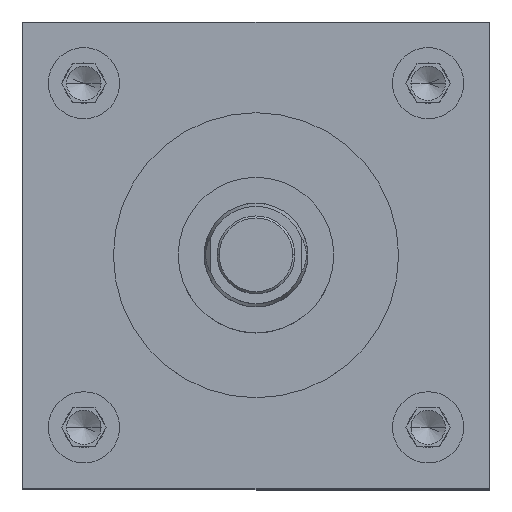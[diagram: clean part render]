
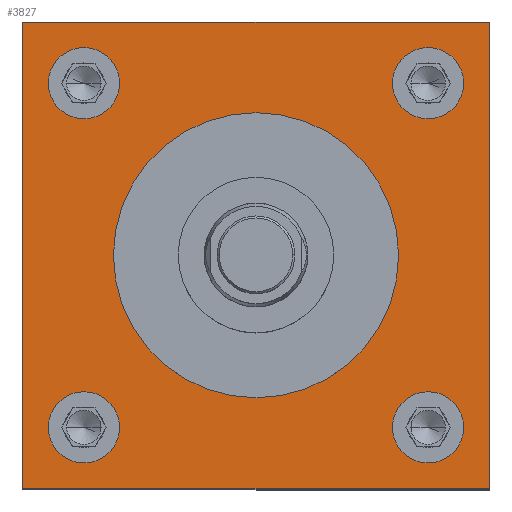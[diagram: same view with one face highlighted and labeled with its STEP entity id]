
A CAD part, top view. The second image highlights one B-rep face of the part: STEP entity #3827.
In plain terms, the highlighted planar face has unit normal (0, 0, 1).
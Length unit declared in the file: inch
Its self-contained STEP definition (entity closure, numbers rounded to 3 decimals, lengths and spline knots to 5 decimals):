
#67 = DIRECTION ( 'NONE',  ( 0., -1., 0. ) ) ;
#96 = ORIENTED_EDGE ( 'NONE', *, *, #5985, .T. ) ;
#199 = CARTESIAN_POINT ( 'NONE',  ( 1.3165, -1.66, 8.25 ) ) ;
#235 = VECTOR ( 'NONE', #2549, 39.37008 ) ;
#323 = DIRECTION ( 'NONE',  ( 0., 0., 1. ) ) ;
#346 = VERTEX_POINT ( 'NONE', #5452 ) ;
#407 = CARTESIAN_POINT ( 'NONE',  ( -2.25, 2.25, 8.25 ) ) ;
#579 = CARTESIAN_POINT ( 'NONE',  ( -2.25, -2.25, 8.25 ) ) ;
#639 = CARTESIAN_POINT ( 'NONE',  ( -2.0035, -1.66, 8.25 ) ) ;
#718 = AXIS2_PLACEMENT_3D ( 'NONE', #3614, #1657, #4064 ) ;
#760 = CARTESIAN_POINT ( 'NONE',  ( -1.66, 1.66, 8.25 ) ) ;
#810 = DIRECTION ( 'NONE',  ( 0., 0., 1. ) ) ;
#897 = VERTEX_POINT ( 'NONE', #5539 ) ;
#924 = CARTESIAN_POINT ( 'NONE',  ( 0., 0., 8.25 ) ) ;
#946 = CARTESIAN_POINT ( 'NONE',  ( -1.66, 1.66, 8.25 ) ) ;
#948 = CIRCLE ( 'NONE', #6218, 1.375 ) ;
#962 = VERTEX_POINT ( 'NONE', #4279 ) ;
#976 = CARTESIAN_POINT ( 'NONE',  ( -1.3165, -1.66, 8.25 ) ) ;
#1014 = DIRECTION ( 'NONE',  ( 1., 0., 0. ) ) ;
#1090 = VERTEX_POINT ( 'NONE', #976 ) ;
#1100 = DIRECTION ( 'NONE',  ( 1., 0., 0. ) ) ;
#1141 = AXIS2_PLACEMENT_3D ( 'NONE', #760, #323, #2689 ) ;
#1188 = DIRECTION ( 'NONE',  ( 0., 0., 1. ) ) ;
#1247 = AXIS2_PLACEMENT_3D ( 'NONE', #3714, #5618, #3646 ) ;
#1275 = PLANE ( 'NONE',  #1247 ) ;
#1310 = EDGE_CURVE ( 'NONE', #897, #2630, #1815, .T. ) ;
#1331 = VECTOR ( 'NONE', #1416, 39.37008 ) ;
#1398 = CARTESIAN_POINT ( 'NONE',  ( 2.0035, 1.66, 8.25 ) ) ;
#1416 = DIRECTION ( 'NONE',  ( 1., 0., 0. ) ) ;
#1420 = CIRCLE ( 'NONE', #4487, 0.3435 ) ;
#1512 = CARTESIAN_POINT ( 'NONE',  ( 1.66, -1.66, 8.25 ) ) ;
#1526 = DIRECTION ( 'NONE',  ( 0., 0., 1. ) ) ;
#1599 = ORIENTED_EDGE ( 'NONE', *, *, #3604, .T. ) ;
#1637 = CIRCLE ( 'NONE', #718, 0.3435 ) ;
#1657 = DIRECTION ( 'NONE',  ( 0., 0., 1. ) ) ;
#1693 = FACE_BOUND ( 'NONE', #4583, .T. ) ;
#1703 = CARTESIAN_POINT ( 'NONE',  ( 1.66, 1.66, 8.25 ) ) ;
#1746 = LINE ( 'NONE', #407, #6096 ) ;
#1815 = CIRCLE ( 'NONE', #4963, 1.375 ) ;
#1817 = VERTEX_POINT ( 'NONE', #1398 ) ;
#1953 = ORIENTED_EDGE ( 'NONE', *, *, #3362, .F. ) ;
#1970 = DIRECTION ( 'NONE',  ( 0., 0., 1. ) ) ;
#2021 = ORIENTED_EDGE ( 'NONE', *, *, #2086, .F. ) ;
#2040 = CARTESIAN_POINT ( 'NONE',  ( -1.66, -1.66, 8.25 ) ) ;
#2057 = EDGE_CURVE ( 'NONE', #5361, #4886, #1746, .T. ) ;
#2068 = CARTESIAN_POINT ( 'NONE',  ( 1.66, -1.66, 8.25 ) ) ;
#2086 = EDGE_CURVE ( 'NONE', #346, #3505, #3075, .T. ) ;
#2144 = CARTESIAN_POINT ( 'NONE',  ( 2.25, 2.25, 8.25 ) ) ;
#2181 = DIRECTION ( 'NONE',  ( 1., 0., 0. ) ) ;
#2319 = EDGE_LOOP ( 'NONE', ( #96, #1599, #5784, #6006 ) ) ;
#2451 = EDGE_CURVE ( 'NONE', #1090, #3346, #3623, .T. ) ;
#2512 = DIRECTION ( 'NONE',  ( 1., 0., 0. ) ) ;
#2524 = VERTEX_POINT ( 'NONE', #4171 ) ;
#2527 = CARTESIAN_POINT ( 'NONE',  ( -1.375, 0., 8.25 ) ) ;
#2549 = DIRECTION ( 'NONE',  ( 0., 1., 0. ) ) ;
#2583 = ORIENTED_EDGE ( 'NONE', *, *, #4332, .F. ) ;
#2630 = VERTEX_POINT ( 'NONE', #2527 ) ;
#2689 = DIRECTION ( 'NONE',  ( 1., 0., 0. ) ) ;
#2715 = CARTESIAN_POINT ( 'NONE',  ( -1.66, -1.66, 8.25 ) ) ;
#2720 = DIRECTION ( 'NONE',  ( -1., 0., 0. ) ) ;
#2859 = ORIENTED_EDGE ( 'NONE', *, *, #3198, .F. ) ;
#2889 = DIRECTION ( 'NONE',  ( 0., 0., 1. ) ) ;
#2891 = DIRECTION ( 'NONE',  ( 0., 0., 1. ) ) ;
#2897 = FACE_BOUND ( 'NONE', #5326, .T. ) ;
#2939 = AXIS2_PLACEMENT_3D ( 'NONE', #2040, #2891, #1014 ) ;
#2952 = DIRECTION ( 'NONE',  ( 1., 0., 0. ) ) ;
#2954 = LINE ( 'NONE', #2988, #235 ) ;
#2982 = LINE ( 'NONE', #579, #5538 ) ;
#2988 = CARTESIAN_POINT ( 'NONE',  ( 2.25, -2.25, 8.25 ) ) ;
#2995 = DIRECTION ( 'NONE',  ( 1., 0., 0. ) ) ;
#3000 = VERTEX_POINT ( 'NONE', #199 ) ;
#3037 = DIRECTION ( 'NONE',  ( 1., 0., 0. ) ) ;
#3049 = CARTESIAN_POINT ( 'NONE',  ( 2.25, -2.25, 8.25 ) ) ;
#3075 = CIRCLE ( 'NONE', #1141, 0.3435 ) ;
#3115 = DIRECTION ( 'NONE',  ( 0., 0., 1. ) ) ;
#3173 = FACE_BOUND ( 'NONE', #5271, .T. ) ;
#3198 = EDGE_CURVE ( 'NONE', #3000, #4746, #1420, .T. ) ;
#3228 = EDGE_CURVE ( 'NONE', #3505, #346, #6075, .T. ) ;
#3346 = VERTEX_POINT ( 'NONE', #639 ) ;
#3359 = AXIS2_PLACEMENT_3D ( 'NONE', #946, #2889, #2952 ) ;
#3362 = EDGE_CURVE ( 'NONE', #4746, #3000, #3878, .T. ) ;
#3505 = VERTEX_POINT ( 'NONE', #5132 ) ;
#3604 = EDGE_CURVE ( 'NONE', #962, #4515, #5337, .T. ) ;
#3614 = CARTESIAN_POINT ( 'NONE',  ( 1.66, 1.66, 8.25 ) ) ;
#3623 = CIRCLE ( 'NONE', #5716, 0.3435 ) ;
#3646 = DIRECTION ( 'NONE',  ( -1., 0., 0. ) ) ;
#3654 = DIRECTION ( 'NONE',  ( 1., 0., 0. ) ) ;
#3669 = ORIENTED_EDGE ( 'NONE', *, *, #1310, .F. ) ;
#3673 = ORIENTED_EDGE ( 'NONE', *, *, #5338, .F. ) ;
#3714 = CARTESIAN_POINT ( 'NONE',  ( -2.25, 2.25, 8.25 ) ) ;
#3746 = FACE_BOUND ( 'NONE', #5443, .T. ) ;
#3827 = ADVANCED_FACE ( 'NONE', ( #3173, #1693, #3746, #5294, #2897, #5126 ), #1275, .F. ) ;
#3847 = EDGE_CURVE ( 'NONE', #2630, #897, #948, .T. ) ;
#3878 = CIRCLE ( 'NONE', #5470, 0.3435 ) ;
#4064 = DIRECTION ( 'NONE',  ( 1., 0., 0. ) ) ;
#4076 = CIRCLE ( 'NONE', #2939, 0.3435 ) ;
#4171 = CARTESIAN_POINT ( 'NONE',  ( 1.3165, 1.66, 8.25 ) ) ;
#4279 = CARTESIAN_POINT ( 'NONE',  ( -2.25, -2.25, 8.25 ) ) ;
#4332 = EDGE_CURVE ( 'NONE', #3346, #1090, #4076, .T. ) ;
#4351 = ORIENTED_EDGE ( 'NONE', *, *, #5731, .F. ) ;
#4358 = EDGE_CURVE ( 'NONE', #4515, #5361, #2954, .T. ) ;
#4487 = AXIS2_PLACEMENT_3D ( 'NONE', #1512, #1970, #2512 ) ;
#4515 = VERTEX_POINT ( 'NONE', #3049 ) ;
#4583 = EDGE_LOOP ( 'NONE', ( #4351, #3673 ) ) ;
#4638 = CARTESIAN_POINT ( 'NONE',  ( 0., 0., 8.25 ) ) ;
#4688 = AXIS2_PLACEMENT_3D ( 'NONE', #1703, #1526, #2995 ) ;
#4716 = ORIENTED_EDGE ( 'NONE', *, *, #2451, .F. ) ;
#4746 = VERTEX_POINT ( 'NONE', #5404 ) ;
#4816 = ORIENTED_EDGE ( 'NONE', *, *, #3228, .F. ) ;
#4886 = VERTEX_POINT ( 'NONE', #5948 ) ;
#4963 = AXIS2_PLACEMENT_3D ( 'NONE', #4638, #5495, #3037 ) ;
#5126 = FACE_OUTER_BOUND ( 'NONE', #2319, .T. ) ;
#5132 = CARTESIAN_POINT ( 'NONE',  ( -1.3165, 1.66, 8.25 ) ) ;
#5169 = ORIENTED_EDGE ( 'NONE', *, *, #3847, .F. ) ;
#5243 = CARTESIAN_POINT ( 'NONE',  ( -2.25, -2.25, 8.25 ) ) ;
#5271 = EDGE_LOOP ( 'NONE', ( #1953, #2859 ) ) ;
#5294 = FACE_BOUND ( 'NONE', #5831, .T. ) ;
#5326 = EDGE_LOOP ( 'NONE', ( #3669, #5169 ) ) ;
#5337 = LINE ( 'NONE', #5243, #1331 ) ;
#5338 = EDGE_CURVE ( 'NONE', #2524, #1817, #1637, .T. ) ;
#5361 = VERTEX_POINT ( 'NONE', #2144 ) ;
#5404 = CARTESIAN_POINT ( 'NONE',  ( 2.0035, -1.66, 8.25 ) ) ;
#5443 = EDGE_LOOP ( 'NONE', ( #4716, #2583 ) ) ;
#5452 = CARTESIAN_POINT ( 'NONE',  ( -2.0035, 1.66, 8.25 ) ) ;
#5470 = AXIS2_PLACEMENT_3D ( 'NONE', #2068, #3115, #1100 ) ;
#5495 = DIRECTION ( 'NONE',  ( 0., 0., 1. ) ) ;
#5538 = VECTOR ( 'NONE', #67, 39.37008 ) ;
#5539 = CARTESIAN_POINT ( 'NONE',  ( 1.375, 0., 8.25 ) ) ;
#5618 = DIRECTION ( 'NONE',  ( 0., 0., -1. ) ) ;
#5716 = AXIS2_PLACEMENT_3D ( 'NONE', #2715, #1188, #3654 ) ;
#5731 = EDGE_CURVE ( 'NONE', #1817, #2524, #5982, .T. ) ;
#5784 = ORIENTED_EDGE ( 'NONE', *, *, #4358, .T. ) ;
#5831 = EDGE_LOOP ( 'NONE', ( #4816, #2021 ) ) ;
#5948 = CARTESIAN_POINT ( 'NONE',  ( -2.25, 2.25, 8.25 ) ) ;
#5982 = CIRCLE ( 'NONE', #4688, 0.3435 ) ;
#5985 = EDGE_CURVE ( 'NONE', #4886, #962, #2982, .T. ) ;
#6006 = ORIENTED_EDGE ( 'NONE', *, *, #2057, .T. ) ;
#6075 = CIRCLE ( 'NONE', #3359, 0.3435 ) ;
#6096 = VECTOR ( 'NONE', #2720, 39.37008 ) ;
#6218 = AXIS2_PLACEMENT_3D ( 'NONE', #924, #810, #2181 ) ;
